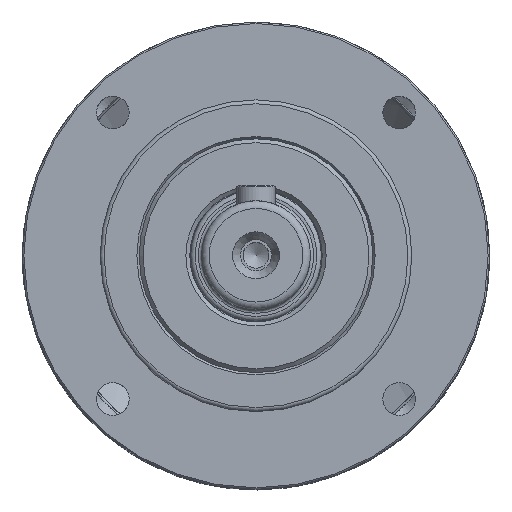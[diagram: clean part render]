
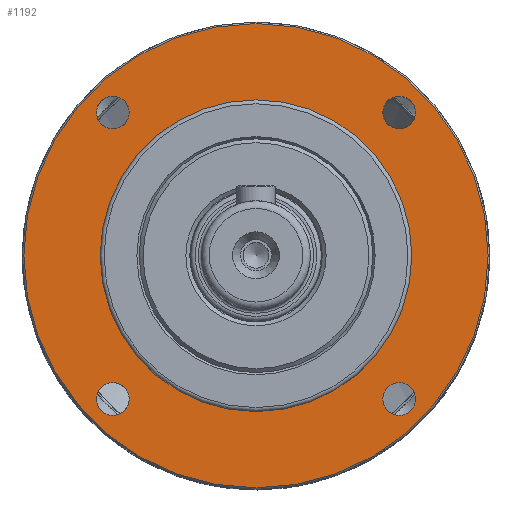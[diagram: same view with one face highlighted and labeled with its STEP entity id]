
A CAD part, top view. The second image highlights one B-rep face of the part: STEP entity #1192.
In plain terms, the highlighted planar face has unit normal (0, 0, 1).
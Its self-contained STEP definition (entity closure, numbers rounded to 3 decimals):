
#534=CARTESIAN_POINT('',(-29.8,0.0,-3.0));
#535=VERTEX_POINT('',#534);
#536=CARTESIAN_POINT('',(0.0,0.0,-3.0));
#537=DIRECTION('',(0.0,0.0,1.0));
#538=DIRECTION('',(-1.0,0.0,0.0));
#539=AXIS2_PLACEMENT_3D('',#536,#537,#538);
#540=CIRCLE('',#539,29.8);
#541=EDGE_CURVE('',#535,#535,#540,.T.);
#690=CARTESIAN_POINT('',(20.0,0.0,-3.0));
#691=VERTEX_POINT('',#690);
#692=CARTESIAN_POINT('',(0.0,0.0,-3.0));
#693=DIRECTION('',(0.0,0.0,1.0));
#694=DIRECTION('',(1.0,0.0,0.0));
#695=AXIS2_PLACEMENT_3D('',#692,#693,#694);
#696=CIRCLE('',#695,20.0);
#697=EDGE_CURVE('',#691,#691,#696,.T.);
#803=CARTESIAN_POINT('',(-16.285,18.385,-3.0));
#804=VERTEX_POINT('',#803);
#805=CARTESIAN_POINT('',(-18.385,18.385,-3.0));
#806=DIRECTION('',(0.0,0.0,1.0));
#807=DIRECTION('',(1.0,0.0,0.0));
#808=AXIS2_PLACEMENT_3D('',#805,#806,#807);
#809=CIRCLE('',#808,2.1);
#810=EDGE_CURVE('',#804,#804,#809,.T.);
#838=CARTESIAN_POINT('',(20.485,18.385,-3.0));
#839=VERTEX_POINT('',#838);
#840=CARTESIAN_POINT('',(18.385,18.385,-3.0));
#841=DIRECTION('',(0.0,0.0,1.0));
#842=DIRECTION('',(1.0,0.0,0.0));
#843=AXIS2_PLACEMENT_3D('',#840,#841,#842);
#844=CIRCLE('',#843,2.1);
#845=EDGE_CURVE('',#839,#839,#844,.T.);
#884=CARTESIAN_POINT('',(20.485,-18.385,-3.0));
#885=VERTEX_POINT('',#884);
#886=CARTESIAN_POINT('',(18.385,-18.385,-3.0));
#887=DIRECTION('',(0.0,0.0,1.0));
#888=DIRECTION('',(1.0,0.0,0.0));
#889=AXIS2_PLACEMENT_3D('',#886,#887,#888);
#890=CIRCLE('',#889,2.1);
#891=EDGE_CURVE('',#885,#885,#890,.T.);
#930=CARTESIAN_POINT('',(-16.285,-18.385,-3.0));
#931=VERTEX_POINT('',#930);
#932=CARTESIAN_POINT('',(-18.385,-18.385,-3.0));
#933=DIRECTION('',(0.0,0.0,1.0));
#934=DIRECTION('',(1.0,0.0,0.0));
#935=AXIS2_PLACEMENT_3D('',#932,#933,#934);
#936=CIRCLE('',#935,2.1);
#937=EDGE_CURVE('',#931,#931,#936,.T.);
#1169=CARTESIAN_POINT('',(0.0,20.0,-3.0));
#1170=DIRECTION('',(0.0,0.0,-1.0));
#1171=DIRECTION('',(-1.0,0.0,0.0));
#1172=AXIS2_PLACEMENT_3D('',#1169,#1170,#1171);
#1173=PLANE('',#1172);
#1174=ORIENTED_EDGE('',*,*,#541,.T.);
#1175=EDGE_LOOP('',(#1174));
#1176=FACE_OUTER_BOUND('',#1175,.T.);
#1177=ORIENTED_EDGE('',*,*,#810,.F.);
#1178=EDGE_LOOP('',(#1177));
#1179=FACE_BOUND('',#1178,.T.);
#1180=ORIENTED_EDGE('',*,*,#845,.F.);
#1181=EDGE_LOOP('',(#1180));
#1182=FACE_BOUND('',#1181,.T.);
#1183=ORIENTED_EDGE('',*,*,#891,.F.);
#1184=EDGE_LOOP('',(#1183));
#1185=FACE_BOUND('',#1184,.T.);
#1186=ORIENTED_EDGE('',*,*,#937,.F.);
#1187=EDGE_LOOP('',(#1186));
#1188=FACE_BOUND('',#1187,.T.);
#1189=ORIENTED_EDGE('',*,*,#697,.F.);
#1190=EDGE_LOOP('',(#1189));
#1191=FACE_BOUND('',#1190,.T.);
#1192=ADVANCED_FACE('',(#1176,#1179,#1182,#1185,#1188,#1191),#1173,.F.);
